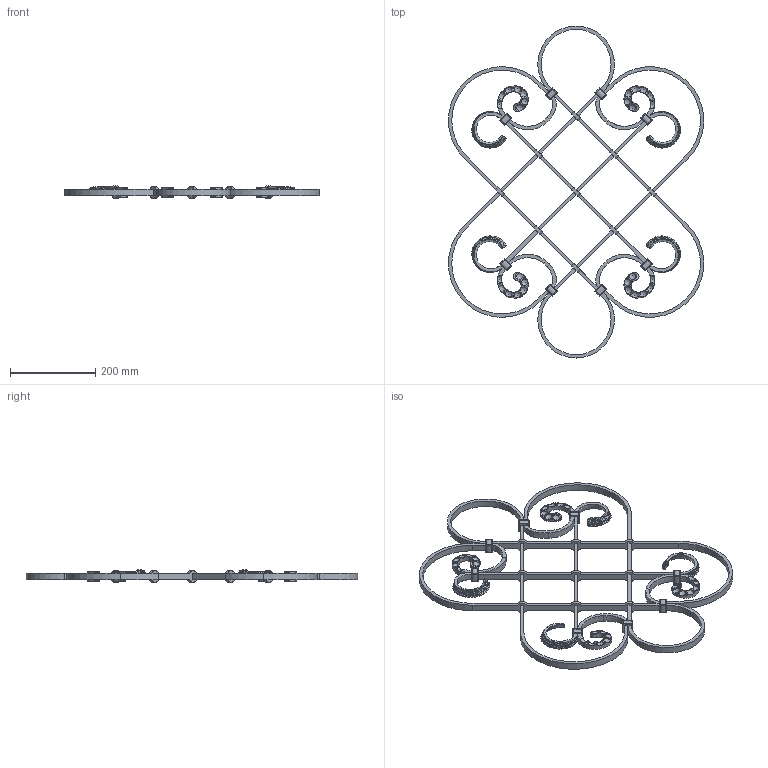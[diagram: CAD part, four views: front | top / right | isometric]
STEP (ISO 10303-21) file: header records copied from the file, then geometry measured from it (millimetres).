
FILE_DESCRIPTION (( 'STEP AP203' ), '1' );
FILE_NAME ('3079.step', '2015-09-17T14:56:09', ( '' ), ( '' ), 'SwSTEP 2.0', 'SolidWorks 2015', '' );
FILE_SCHEMA (( 'CONFIG_CONTROL_DESIGN' ));
Products named in the file (1): 3079
Bounding box: 599.52 x 780 x 29.56 mm (x, y, z)
Volume: 953728.8 mm3; surface area: 384028.1 mm2
Topology: 21 solids, 21 shells, 1059 faces, 2870 edges, 1834 vertices
Faces by surface type: plane 467, bspline 358, cylinder 206, sphere 28
Entity records: 84443 total; most frequent: CARTESIAN_POINT 61640, ORIENTED_EDGE 5572, DIRECTION 3462, EDGE_CURVE 2786, VERTEX_POINT 1778, LINE 1278, VECTOR 1278, EDGE_LOOP 1094
